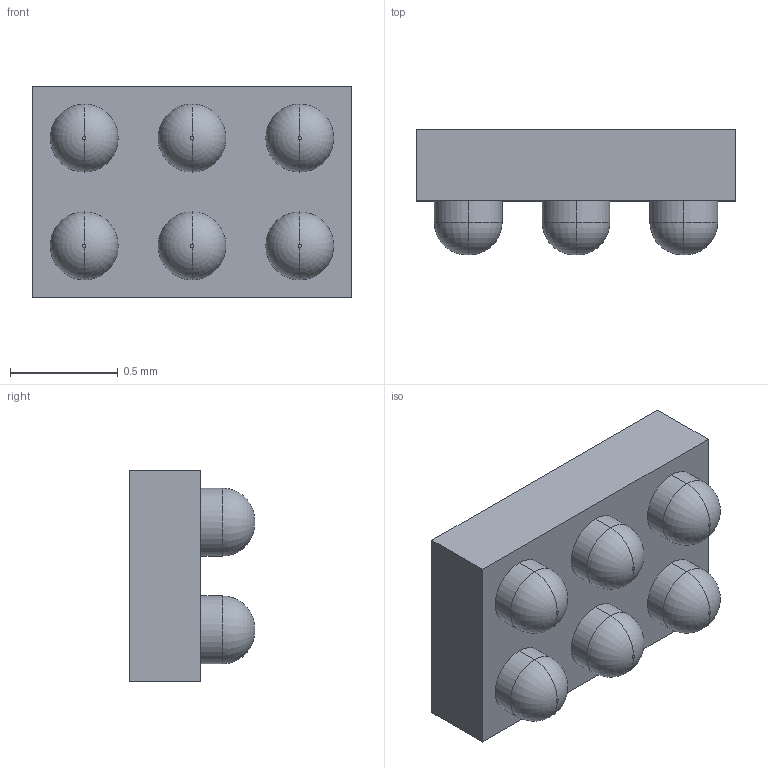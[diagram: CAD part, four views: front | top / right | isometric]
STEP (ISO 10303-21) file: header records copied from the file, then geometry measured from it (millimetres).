
FILE_DESCRIPTION (( 'STEP AP214' ), '1' );
FILE_NAME ('User Library-WLCSP-6.STEP', '2022-01-29T14:50:35', ( '' ), ( '' ), 'SwSTEP 2.0', 'SolidWorks 2021', '' );
FILE_SCHEMA (( 'AUTOMOTIVE_DESIGN' ));
Length unit declared in the file: millimetre
Products named in the file (1): User Library-WLCSP-6
Bounding box: 1.48 x 0.58 x 0.98 mm (x, y, z)
Volume: 0.6 mm3; surface area: 5.6 mm2
Topology: 1 solids, 1 shells, 39 faces, 78 edges, 48 vertices
Faces by surface type: cylinder 14, plane 13, torus 12
Entity records: 1128 total; most frequent: DIRECTION 210, CARTESIAN_POINT 166, ORIENTED_EDGE 156, AXIS2_PLACEMENT_3D 92, EDGE_CURVE 78, CIRCLE 52, VERTEX_POINT 48, EDGE_LOOP 46
